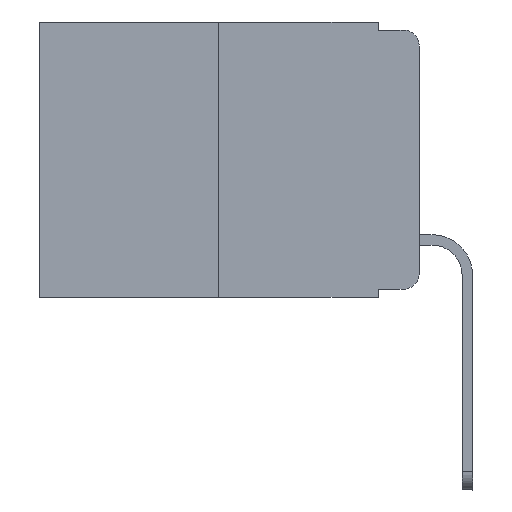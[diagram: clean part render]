
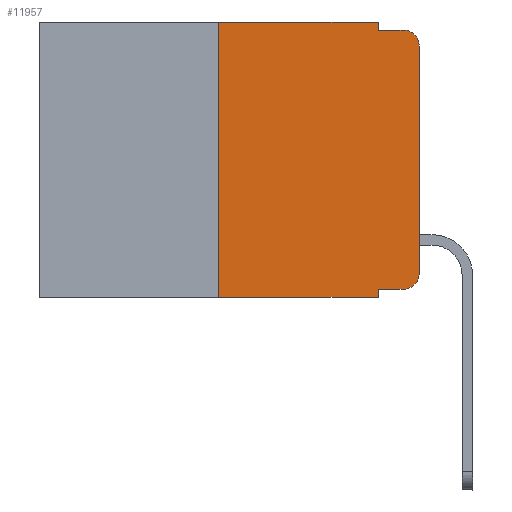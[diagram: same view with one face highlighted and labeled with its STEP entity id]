
A CAD part, left-side view. The second image highlights one B-rep face of the part: STEP entity #11957.
In plain terms, the highlighted planar face has unit normal (-1, 0, 0).
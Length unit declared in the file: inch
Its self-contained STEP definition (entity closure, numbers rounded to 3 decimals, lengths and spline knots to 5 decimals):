
#5 = EDGE_CURVE ( 'NONE', #8889, #7440, #12398, .T. ) ;
#105 = DIRECTION ( 'NONE',  ( 0., 0., -1. ) ) ;
#339 = ORIENTED_EDGE ( 'NONE', *, *, #15059, .T. ) ;
#881 = VECTOR ( 'NONE', #5973, 39.37008 ) ;
#955 = CARTESIAN_POINT ( 'NONE',  ( 0., 0.25, 0. ) ) ;
#1495 = EDGE_CURVE ( 'NONE', #7440, #5970, #15935, .T. ) ;
#1571 = CARTESIAN_POINT ( 'NONE',  ( 0., 0.02, -0.03 ) ) ;
#1797 = VECTOR ( 'NONE', #6157, 39.37008 ) ;
#1833 = VERTEX_POINT ( 'NONE', #7025 ) ;
#1924 = EDGE_LOOP ( 'NONE', ( #339, #11248, #4129, #15972, #9734, #14831, #2089, #8837, #2284, #12308 ) ) ;
#2089 = ORIENTED_EDGE ( 'NONE', *, *, #3670, .T. ) ;
#2284 = ORIENTED_EDGE ( 'NONE', *, *, #12108, .T. ) ;
#2620 = CARTESIAN_POINT ( 'NONE',  ( 0., 0.473, 0. ) ) ;
#2837 = CARTESIAN_POINT ( 'NONE',  ( 0., 0., -0.03 ) ) ;
#2909 = CARTESIAN_POINT ( 'NONE',  ( 0., 0.051, 0. ) ) ;
#2915 = VERTEX_POINT ( 'NONE', #10430 ) ;
#2922 = VECTOR ( 'NONE', #7354, 39.37008 ) ;
#2958 = AXIS2_PLACEMENT_3D ( 'NONE', #7700, #16527, #14136 ) ;
#3526 = CARTESIAN_POINT ( 'NONE',  ( 0., 0.051, -0.01 ) ) ;
#3575 = PLANE ( 'NONE',  #4571 ) ;
#3577 = VECTOR ( 'NONE', #11571, 39.37008 ) ;
#3670 = EDGE_CURVE ( 'NONE', #8889, #15316, #10127, .T. ) ;
#4129 = ORIENTED_EDGE ( 'NONE', *, *, #5745, .F. ) ;
#4164 = CARTESIAN_POINT ( 'NONE',  ( 0., 0.25, -0.343 ) ) ;
#4232 = VERTEX_POINT ( 'NONE', #2837 ) ;
#4233 = CARTESIAN_POINT ( 'NONE',  ( 0., 0.051, -0.343 ) ) ;
#4548 = CARTESIAN_POINT ( 'NONE',  ( 0., 0.051, -0.01 ) ) ;
#4571 = AXIS2_PLACEMENT_3D ( 'NONE', #2620, #8890, #8725 ) ;
#5073 = CARTESIAN_POINT ( 'NONE',  ( 0., 0.473, -0.343 ) ) ;
#5080 = CARTESIAN_POINT ( 'NONE',  ( 0., 0., 0. ) ) ;
#5246 = DIRECTION ( 'NONE',  ( 0., -1., 0. ) ) ;
#5745 = EDGE_CURVE ( 'NONE', #9808, #2915, #5896, .T. ) ;
#5896 = LINE ( 'NONE', #3526, #12353 ) ;
#5921 = VECTOR ( 'NONE', #5246, 39.37008 ) ;
#5970 = VERTEX_POINT ( 'NONE', #2909 ) ;
#5973 = DIRECTION ( 'NONE',  ( 0., 0., 1. ) ) ;
#6043 = CARTESIAN_POINT ( 'NONE',  ( 0., 0.25, 0. ) ) ;
#6157 = DIRECTION ( 'NONE',  ( 0., 0., -1. ) ) ;
#6345 = LINE ( 'NONE', #5080, #14098 ) ;
#6441 = EDGE_CURVE ( 'NONE', #5970, #9808, #13681, .T. ) ;
#6742 = DIRECTION ( 'NONE',  ( -1., 0., 0. ) ) ;
#7025 = CARTESIAN_POINT ( 'NONE',  ( 0., 0., -0.313 ) ) ;
#7287 = CIRCLE ( 'NONE', #2958, 0.02 ) ;
#7354 = DIRECTION ( 'NONE',  ( 0., 0., -1. ) ) ;
#7440 = VERTEX_POINT ( 'NONE', #6043 ) ;
#7700 = CARTESIAN_POINT ( 'NONE',  ( 0., 0.02, -0.313 ) ) ;
#8230 = CARTESIAN_POINT ( 'NONE',  ( 0., 0.473, 0. ) ) ;
#8725 = DIRECTION ( 'NONE',  ( 0., 0., -1. ) ) ;
#8782 = EDGE_CURVE ( 'NONE', #11383, #1833, #7287, .T. ) ;
#8837 = ORIENTED_EDGE ( 'NONE', *, *, #9522, .F. ) ;
#8889 = VERTEX_POINT ( 'NONE', #4164 ) ;
#8890 = DIRECTION ( 'NONE',  ( 1., 0., 0. ) ) ;
#9522 = EDGE_CURVE ( 'NONE', #12896, #15316, #10202, .T. ) ;
#9734 = ORIENTED_EDGE ( 'NONE', *, *, #1495, .F. ) ;
#9771 = EDGE_CURVE ( 'NONE', #4232, #2915, #14524, .T. ) ;
#9808 = VERTEX_POINT ( 'NONE', #4548 ) ;
#9954 = CARTESIAN_POINT ( 'NONE',  ( 0., 0.051, 0. ) ) ;
#10055 = DIRECTION ( 'NONE',  ( 0., 0., 1. ) ) ;
#10127 = LINE ( 'NONE', #5073, #3577 ) ;
#10202 = LINE ( 'NONE', #9954, #2922 ) ;
#10430 = CARTESIAN_POINT ( 'NONE',  ( 0., 0.02, -0.01 ) ) ;
#11248 = ORIENTED_EDGE ( 'NONE', *, *, #9771, .T. ) ;
#11383 = VERTEX_POINT ( 'NONE', #13511 ) ;
#11495 = FACE_OUTER_BOUND ( 'NONE', #1924, .T. ) ;
#11571 = DIRECTION ( 'NONE',  ( 0., -1., 0. ) ) ;
#11957 = ADVANCED_FACE ( 'NONE', ( #11495 ), #3575, .F. ) ;
#12007 = CARTESIAN_POINT ( 'NONE',  ( 0., 0.051, -0.333 ) ) ;
#12108 = EDGE_CURVE ( 'NONE', #12896, #11383, #14377, .T. ) ;
#12308 = ORIENTED_EDGE ( 'NONE', *, *, #8782, .T. ) ;
#12353 = VECTOR ( 'NONE', #12406, 39.37008 ) ;
#12398 = LINE ( 'NONE', #955, #881 ) ;
#12406 = DIRECTION ( 'NONE',  ( 0., -1., 0. ) ) ;
#12896 = VERTEX_POINT ( 'NONE', #16384 ) ;
#13511 = CARTESIAN_POINT ( 'NONE',  ( 0., 0.02, -0.333 ) ) ;
#13606 = CARTESIAN_POINT ( 'NONE',  ( 0., 0.051, 0. ) ) ;
#13681 = LINE ( 'NONE', #13606, #1797 ) ;
#13763 = VECTOR ( 'NONE', #14399, 39.37008 ) ;
#14098 = VECTOR ( 'NONE', #10055, 39.37008 ) ;
#14136 = DIRECTION ( 'NONE',  ( 0., 0., -1. ) ) ;
#14377 = LINE ( 'NONE', #12007, #5921 ) ;
#14399 = DIRECTION ( 'NONE',  ( 0., -1., 0. ) ) ;
#14524 = CIRCLE ( 'NONE', #14813, 0.02 ) ;
#14813 = AXIS2_PLACEMENT_3D ( 'NONE', #1571, #6742, #105 ) ;
#14831 = ORIENTED_EDGE ( 'NONE', *, *, #5, .F. ) ;
#15059 = EDGE_CURVE ( 'NONE', #1833, #4232, #6345, .T. ) ;
#15316 = VERTEX_POINT ( 'NONE', #4233 ) ;
#15935 = LINE ( 'NONE', #8230, #13763 ) ;
#15972 = ORIENTED_EDGE ( 'NONE', *, *, #6441, .F. ) ;
#16384 = CARTESIAN_POINT ( 'NONE',  ( 0., 0.051, -0.333 ) ) ;
#16527 = DIRECTION ( 'NONE',  ( -1., 0., 0. ) ) ;
